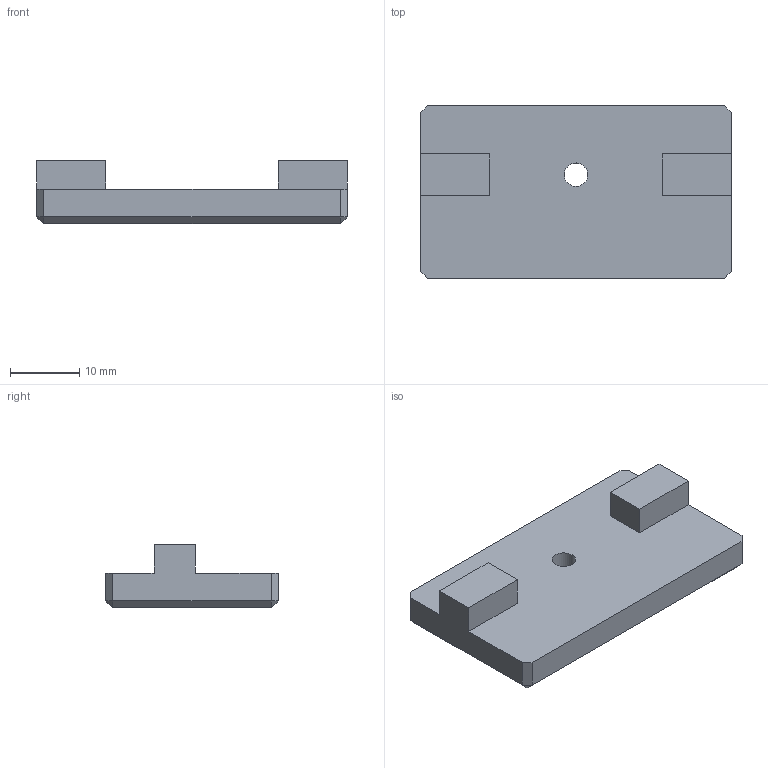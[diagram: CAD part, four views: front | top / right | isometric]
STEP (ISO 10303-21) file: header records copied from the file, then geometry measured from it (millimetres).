
FILE_DESCRIPTION(('FreeCAD Model'),'2;1');
FILE_NAME('Open CASCADE Shape Model','2025-06-03T20:00:41',('FreeCAD'),( 'FreeCAD'),'Open CASCADE STEP processor 7.7','FreeCAD','Unknown');
FILE_SCHEMA(('AUTOMOTIVE_DESIGN { 1 0 10303 214 1 1 1 1 }'));
Length unit declared in the file: millimetre
Products named in the file (1): Open CASCADE STEP translator 7.7 30
Bounding box: 45 x 25 x 9.2 mm (x, y, z)
Volume: 5848.6 mm3; surface area: 3403.5 mm2
Topology: 1 solids, 1 shells, 48 faces, 121 edges, 75 vertices
Faces by surface type: plane 42, cylinder 6
Full cylindrical faces by diameter (mm): 3.4 x1, 5.5 x1
Entity records: 1429 total; most frequent: CARTESIAN_POINT 246, ORIENTED_EDGE 242, DIRECTION 237, EDGE_CURVE 121, LINE 101, VECTOR 101, VERTEX_POINT 75, AXIS2_PLACEMENT_3D 68
